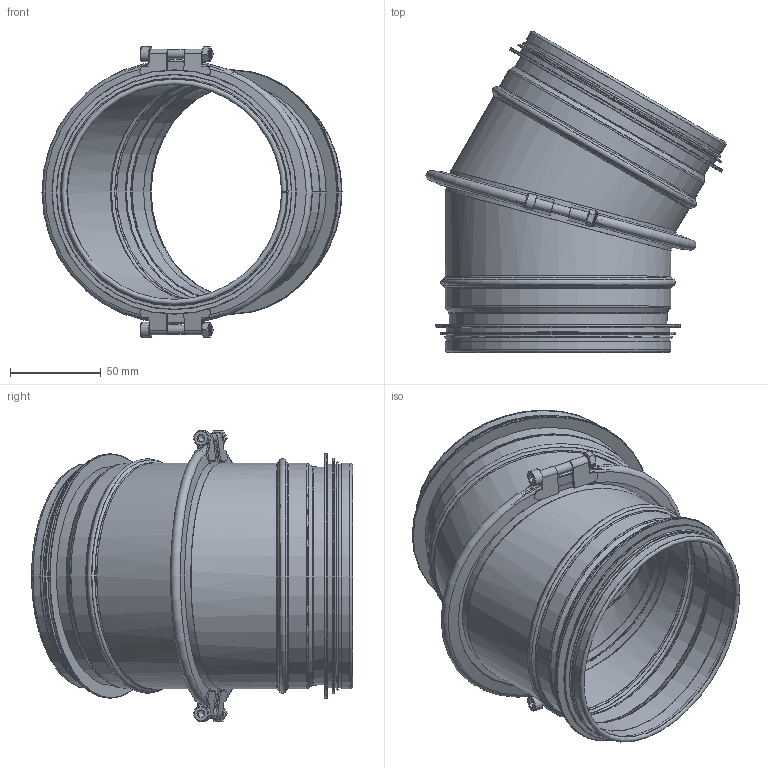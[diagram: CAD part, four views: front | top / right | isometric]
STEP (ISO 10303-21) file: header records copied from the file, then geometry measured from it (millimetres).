
FILE_DESCRIPTION((''),'2;1');
FILE_NAME('HVS-125.stp','2014-02-21T10:54:32',(''),(''),'Autodesk Inventor 2013','Autodesk Inventor 2013','');
FILE_SCHEMA(('AUTOMOTIVE_DESIGN { 1 2 10303 214 0 1 1 1 }'));
Length unit declared in the file: millimetre
Products named in the file (9): HVS-125; HVSRörämne-125; 999004; Spännband-125; Spännband-001-125; Spännband-002; DIN 934 - replaced by DIN EN 24032/28673/28674 M5; DIN 912 - replaced by DIN EN ISO 4762 M5 x 35; G-ringSpännbandMonterad-125
Assembly tree (14 placements, depth 3):
  HVS-125
    HVSRörämne-125  x2
    999004  x2
    Spännband-125  x2
      Spännband-001-125
      Spännband-002
    DIN 934 - replaced by DIN EN 24032/28673/28674 M5  x2
    DIN 912 - replaced by DIN EN ISO 4762 M5 x 35  x2
    G-ringSpännbandMonterad-125
Bounding box: 165.05 x 176.65 x 160.09 mm (x, y, z)
Volume: 78352.3 mm3; surface area: 227004.1 mm2
Topology: 15 solids, 15 shells, 344 faces, 712 edges, 408 vertices
Faces by surface type: plane 192, cylinder 50, torus 48, cone 44, bspline 10
Full cylindrical faces by diameter (mm): 4.134 x2, 5 x2, 8.5 x2, 118.25 x2, 119.25 x2, 120.45 x2, 123.05 x12, 124.05 x6, 129.45 x2, 134.45 x2
Entity records: 5372 total; most frequent: CARTESIAN_POINT 1755, DIRECTION 728, ORIENTED_EDGE 590, EDGE_CURVE 295, AXIS2_PLACEMENT_3D 292, EDGE_LOOP 195, VERTEX_POINT 182, FACE_OUTER_BOUND 158
